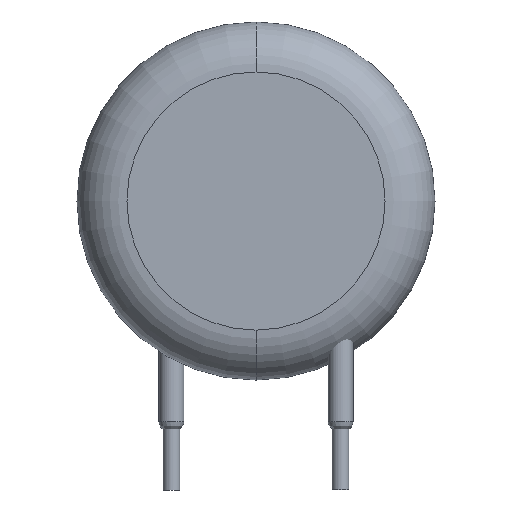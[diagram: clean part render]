
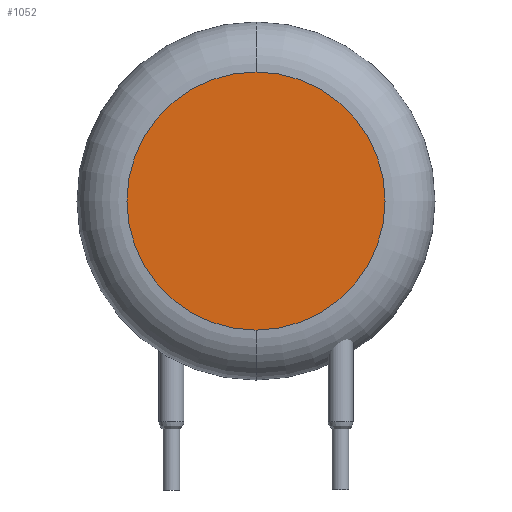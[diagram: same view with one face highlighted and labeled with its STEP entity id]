
A CAD part, front view. The second image highlights one B-rep face of the part: STEP entity #1052.
In plain terms, the highlighted planar face has unit normal (0, -1, 0).
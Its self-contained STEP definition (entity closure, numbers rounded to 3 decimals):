
#808=CARTESIAN_POINT('',(0.,-3.55,23.));
#809=VERTEX_POINT('',#808);
#819=CARTESIAN_POINT('',(7.75,-3.55,15.25));
#820=VERTEX_POINT('',#819);
#821=CARTESIAN_POINT('',(0.,-3.55,15.25));
#822=DIRECTION('',(0.0,1.0,0.0));
#823=DIRECTION('',(-1.0,0.0,0.0));
#824=AXIS2_PLACEMENT_3D('',#821,#822,#823);
#825=CIRCLE('',#824,7.75);
#826=EDGE_CURVE('',#809,#820,#825,.T.);
#828=CARTESIAN_POINT('',(0.,-3.55,7.5));
#829=VERTEX_POINT('',#828);
#830=CARTESIAN_POINT('',(0.,-3.55,15.25));
#831=DIRECTION('',(0.0,1.0,0.0));
#832=DIRECTION('',(-1.0,0.0,0.0));
#833=AXIS2_PLACEMENT_3D('',#830,#831,#832);
#834=CIRCLE('',#833,7.75);
#835=EDGE_CURVE('',#820,#829,#834,.T.);
#1032=CARTESIAN_POINT('',(0.,-3.55,15.25));
#1033=DIRECTION('',(0.0,1.0,0.0));
#1034=DIRECTION('',(-1.0,0.0,0.0));
#1035=AXIS2_PLACEMENT_3D('',#1032,#1033,#1034);
#1036=CIRCLE('',#1035,7.75);
#1037=EDGE_CURVE('',#829,#809,#1036,.T.);
#1042=CARTESIAN_POINT('',(0.,-3.55,15.25));
#1043=DIRECTION('',(0.0,-1.0,0.0));
#1044=DIRECTION('',(0.0,0.0,-1.0));
#1045=AXIS2_PLACEMENT_3D('',#1042,#1043,#1044);
#1046=PLANE('',#1045);
#1047=ORIENTED_EDGE('',*,*,#835,.F.);
#1048=ORIENTED_EDGE('',*,*,#826,.F.);
#1049=ORIENTED_EDGE('',*,*,#1037,.F.);
#1050=EDGE_LOOP('',(#1047,#1048,#1049));
#1051=FACE_OUTER_BOUND('',#1050,.T.);
#1052=ADVANCED_FACE('',(#1051),#1046,.T.);
